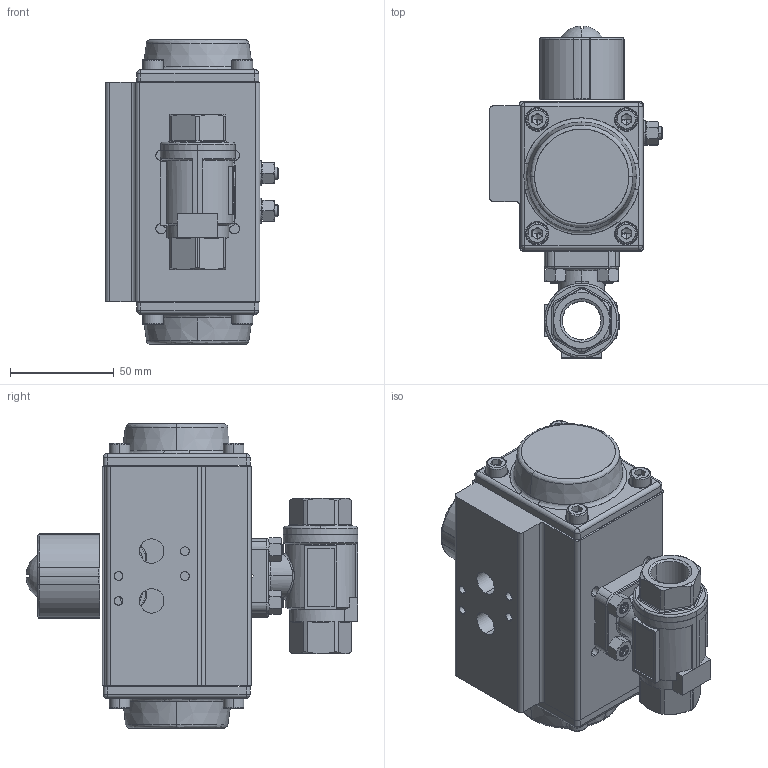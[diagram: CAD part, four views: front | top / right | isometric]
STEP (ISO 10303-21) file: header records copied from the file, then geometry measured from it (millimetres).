
FILE_DESCRIPTION (( 'STEP AP214' ), '1' );
FILE_NAME ('PK02_DN15_einfachwirkend (PK02010003).STEP', '2022-01-20T07:03:31', ( '' ), ( '' ), 'SwSTEP 2.0', 'SolidWorks 2021', '' );
FILE_SCHEMA (( 'AUTOMOTIVE_DESIGN' ));
Length unit declared in the file: metre
Products named in the file (1): PK02_DN15_einfachwirkend (PK02010003)
Bounding box: 83.5 x 160.15 x 147 mm (x, y, z)
Surface area: 82109 mm2 (no closed solid volume)
Topology: 0 solids, 717 shells, 876 faces, 3910 edges, 3703 vertices
Faces by surface type: plane 343, cylinder 231, bspline 156, cone 144, sphere 2
Entity records: 70198 total; most frequent: CARTESIAN_POINT 31358, DIRECTION 5534, ORIENTED_EDGE 4162, EDGE_CURVE 3876, VERTEX_POINT 3703, LINE 1868, VECTOR 1868, AXIS2_PLACEMENT_3D 1833
